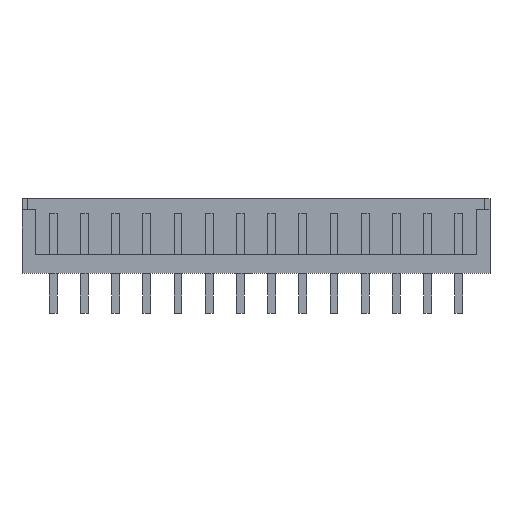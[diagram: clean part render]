
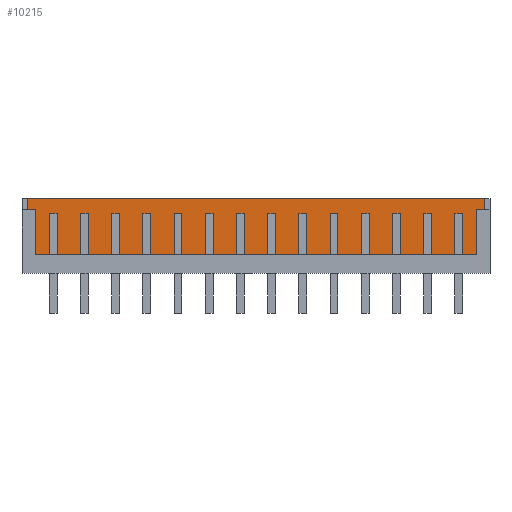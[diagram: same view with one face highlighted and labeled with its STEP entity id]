
A CAD part, front view. The second image highlights one B-rep face of the part: STEP entity #10215.
In plain terms, the highlighted planar face has unit normal (0, -1, 0).
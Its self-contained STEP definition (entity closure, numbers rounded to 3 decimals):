
#1991 = PLANE('',#1992);
#1992 = AXIS2_PLACEMENT_3D('',#1993,#1994,#1995);
#1993 = CARTESIAN_POINT('',(34.55,1.098,1.5));
#1994 = DIRECTION('',(0.,0.,-1.));
#1995 = DIRECTION('',(0.,1.,0.));
#2781 = PLANE('',#2782);
#2782 = AXIS2_PLACEMENT_3D('',#2783,#2784,#2785);
#2783 = CARTESIAN_POINT('',(35.,-0.2,6.));
#2784 = DIRECTION('',(0.,0.,-1.));
#2785 = DIRECTION('',(0.,1.,0.));
#7227 = VERTEX_POINT('',#7228);
#7228 = CARTESIAN_POINT('',(34.55,1.098,1.5));
#7242 = PLANE('',#7243);
#7243 = AXIS2_PLACEMENT_3D('',#7244,#7245,#7246);
#7244 = CARTESIAN_POINT('',(34.55,1.098,1.5));
#7245 = DIRECTION('',(-1.,0.,0.));
#7246 = DIRECTION('',(0.,-1.,0.));
#7254 = EDGE_CURVE('',#7255,#7227,#7257,.T.);
#7255 = VERTEX_POINT('',#7256);
#7256 = CARTESIAN_POINT('',(-2.05,1.098,1.5));
#7257 = SURFACE_CURVE('',#7258,(#7262,#7269),.PCURVE_S1.);
#7258 = LINE('',#7259,#7260);
#7259 = CARTESIAN_POINT('',(-2.05,1.098,1.5));
#7260 = VECTOR('',#7261,1.);
#7261 = DIRECTION('',(1.,0.,0.));
#7262 = PCURVE('',#1991,#7263);
#7263 = DEFINITIONAL_REPRESENTATION('',(#7264),#7268);
#7264 = LINE('',#7265,#7266);
#7265 = CARTESIAN_POINT('',(0.,-36.6));
#7266 = VECTOR('',#7267,1.);
#7267 = DIRECTION('',(0.,1.));
#7268 = ( GEOMETRIC_REPRESENTATION_CONTEXT(2) 
PARAMETRIC_REPRESENTATION_CONTEXT() REPRESENTATION_CONTEXT('2D SPACE',''
  ) );
#7269 = PCURVE('',#7270,#7275);
#7270 = PLANE('',#7271);
#7271 = AXIS2_PLACEMENT_3D('',#7272,#7273,#7274);
#7272 = CARTESIAN_POINT('',(-2.05,1.098,1.5));
#7273 = DIRECTION('',(0.,-1.,0.));
#7274 = DIRECTION('',(1.,0.,0.));
#7275 = DEFINITIONAL_REPRESENTATION('',(#7276),#7280);
#7276 = LINE('',#7277,#7278);
#7277 = CARTESIAN_POINT('',(0.,0.));
#7278 = VECTOR('',#7279,1.);
#7279 = DIRECTION('',(1.,0.));
#7280 = ( GEOMETRIC_REPRESENTATION_CONTEXT(2) 
PARAMETRIC_REPRESENTATION_CONTEXT() REPRESENTATION_CONTEXT('2D SPACE',''
  ) );
#7298 = PLANE('',#7299);
#7299 = AXIS2_PLACEMENT_3D('',#7300,#7301,#7302);
#7300 = CARTESIAN_POINT('',(-2.05,1.098,1.5));
#7301 = DIRECTION('',(1.,0.,0.));
#7302 = DIRECTION('',(0.,1.,0.));
#7449 = VERTEX_POINT('',#7450);
#7450 = CARTESIAN_POINT('',(34.55,1.098,6.));
#7521 = VERTEX_POINT('',#7522);
#7522 = CARTESIAN_POINT('',(-2.05,1.098,6.));
#7543 = EDGE_CURVE('',#7521,#7449,#7544,.T.);
#7544 = SURFACE_CURVE('',#7545,(#7549,#7556),.PCURVE_S1.);
#7545 = LINE('',#7546,#7547);
#7546 = CARTESIAN_POINT('',(-2.05,1.098,6.));
#7547 = VECTOR('',#7548,1.);
#7548 = DIRECTION('',(1.,0.,0.));
#7549 = PCURVE('',#2781,#7550);
#7550 = DEFINITIONAL_REPRESENTATION('',(#7551),#7555);
#7551 = LINE('',#7552,#7553);
#7552 = CARTESIAN_POINT('',(1.298,-37.05));
#7553 = VECTOR('',#7554,1.);
#7554 = DIRECTION('',(0.,1.));
#7555 = ( GEOMETRIC_REPRESENTATION_CONTEXT(2) 
PARAMETRIC_REPRESENTATION_CONTEXT() REPRESENTATION_CONTEXT('2D SPACE',''
  ) );
#7556 = PCURVE('',#7270,#7557);
#7557 = DEFINITIONAL_REPRESENTATION('',(#7558),#7562);
#7558 = LINE('',#7559,#7560);
#7559 = CARTESIAN_POINT('',(0.,4.5));
#7560 = VECTOR('',#7561,1.);
#7561 = DIRECTION('',(1.,0.));
#7562 = ( GEOMETRIC_REPRESENTATION_CONTEXT(2) 
PARAMETRIC_REPRESENTATION_CONTEXT() REPRESENTATION_CONTEXT('2D SPACE',''
  ) );
#10215 = ADVANCED_FACE('',(#10216),#7270,.T.);
#10216 = FACE_BOUND('',#10217,.T.);
#10217 = EDGE_LOOP('',(#10218,#10219,#10240,#10241));
#10218 = ORIENTED_EDGE('',*,*,#7543,.F.);
#10219 = ORIENTED_EDGE('',*,*,#10220,.F.);
#10220 = EDGE_CURVE('',#7255,#7521,#10221,.T.);
#10221 = SURFACE_CURVE('',#10222,(#10226,#10233),.PCURVE_S1.);
#10222 = LINE('',#10223,#10224);
#10223 = CARTESIAN_POINT('',(-2.05,1.098,1.5));
#10224 = VECTOR('',#10225,1.);
#10225 = DIRECTION('',(0.,0.,1.));
#10226 = PCURVE('',#7270,#10227);
#10227 = DEFINITIONAL_REPRESENTATION('',(#10228),#10232);
#10228 = LINE('',#10229,#10230);
#10229 = CARTESIAN_POINT('',(0.,0.));
#10230 = VECTOR('',#10231,1.);
#10231 = DIRECTION('',(0.,1.));
#10232 = ( GEOMETRIC_REPRESENTATION_CONTEXT(2) 
PARAMETRIC_REPRESENTATION_CONTEXT() REPRESENTATION_CONTEXT('2D SPACE',''
  ) );
#10233 = PCURVE('',#7298,#10234);
#10234 = DEFINITIONAL_REPRESENTATION('',(#10235),#10239);
#10235 = LINE('',#10236,#10237);
#10236 = CARTESIAN_POINT('',(0.,0.));
#10237 = VECTOR('',#10238,1.);
#10238 = DIRECTION('',(0.,1.));
#10239 = ( GEOMETRIC_REPRESENTATION_CONTEXT(2) 
PARAMETRIC_REPRESENTATION_CONTEXT() REPRESENTATION_CONTEXT('2D SPACE',''
  ) );
#10240 = ORIENTED_EDGE('',*,*,#7254,.T.);
#10241 = ORIENTED_EDGE('',*,*,#10242,.T.);
#10242 = EDGE_CURVE('',#7227,#7449,#10243,.T.);
#10243 = SURFACE_CURVE('',#10244,(#10248,#10255),.PCURVE_S1.);
#10244 = LINE('',#10245,#10246);
#10245 = CARTESIAN_POINT('',(34.55,1.098,1.5));
#10246 = VECTOR('',#10247,1.);
#10247 = DIRECTION('',(0.,0.,1.));
#10248 = PCURVE('',#7270,#10249);
#10249 = DEFINITIONAL_REPRESENTATION('',(#10250),#10254);
#10250 = LINE('',#10251,#10252);
#10251 = CARTESIAN_POINT('',(36.6,0.));
#10252 = VECTOR('',#10253,1.);
#10253 = DIRECTION('',(0.,1.));
#10254 = ( GEOMETRIC_REPRESENTATION_CONTEXT(2) 
PARAMETRIC_REPRESENTATION_CONTEXT() REPRESENTATION_CONTEXT('2D SPACE',''
  ) );
#10255 = PCURVE('',#7242,#10256);
#10256 = DEFINITIONAL_REPRESENTATION('',(#10257),#10261);
#10257 = LINE('',#10258,#10259);
#10258 = CARTESIAN_POINT('',(0.,0.));
#10259 = VECTOR('',#10260,1.);
#10260 = DIRECTION('',(0.,1.));
#10261 = ( GEOMETRIC_REPRESENTATION_CONTEXT(2) 
PARAMETRIC_REPRESENTATION_CONTEXT() REPRESENTATION_CONTEXT('2D SPACE',''
  ) );
